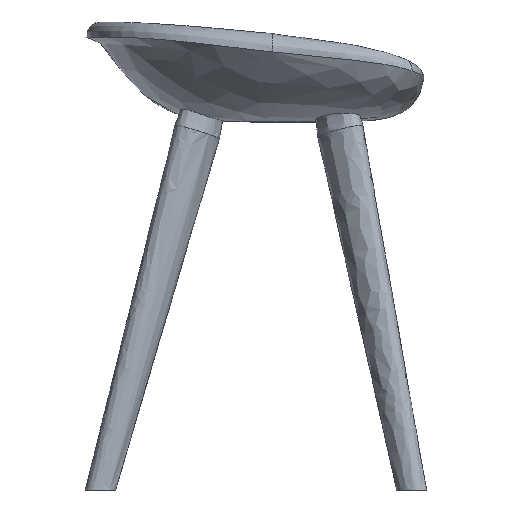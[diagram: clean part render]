
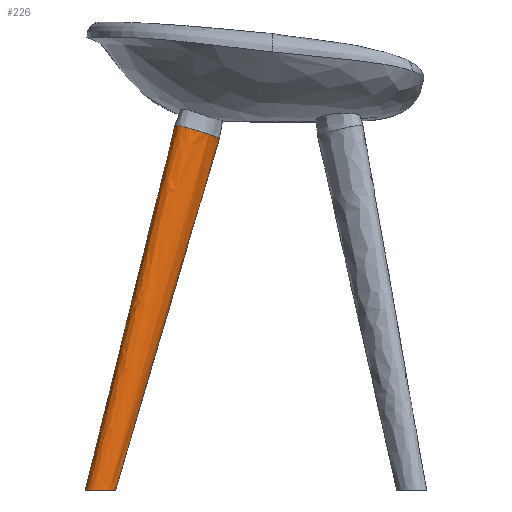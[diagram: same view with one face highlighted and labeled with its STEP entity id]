
A CAD part, left-side view. The second image highlights one B-rep face of the part: STEP entity #226.
In plain terms, the highlighted free-form (B-spline) face has degree [2, 3] with [9, 4] control points.
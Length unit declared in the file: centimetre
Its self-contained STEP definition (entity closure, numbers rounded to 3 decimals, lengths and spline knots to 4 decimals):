
#67=B_SPLINE_CURVE_WITH_KNOTS('',3,(#4930,#4931,#4932,#4933,#4934,#4935,
#4936,#4937,#4938,#4939,#4940,#4941,#4942,#4943,#4944,#4945,#4946,#4947,
#4948,#4949,#4950),.UNSPECIFIED.,.T.,.F.,(4,2,3,2,3,2,3,2,4),(0.,12.36,
25.0206,37.4982,49.532,61.9958,74.7221,
87.3713,99.5472),.UNSPECIFIED.);
#68=B_SPLINE_CURVE_WITH_KNOTS('',3,(#4973,#4974,#4975,#4976),
 .UNSPECIFIED.,.F.,.F.,(4,4),(-384.636,0.),.UNSPECIFIED.);
#96=(
BOUNDED_SURFACE()
B_SPLINE_SURFACE(2,3,((#4891,#4892,#4893,#4894),(#4895,#4896,#4897,#4898),
(#4899,#4900,#4901,#4902),(#4903,#4904,#4905,#4906),(#4907,#4908,#4909,
#4910),(#4911,#4912,#4913,#4914),(#4915,#4916,#4917,#4918),(#4919,#4920,
#4921,#4922),(#4923,#4924,#4925,#4926)),.UNSPECIFIED.,.T.,.F.,.F.)
B_SPLINE_SURFACE_WITH_KNOTS((3,2,2,2,3),(4,4),(-186.,-139.5,-93.,-46.5,
0.),(0.,411.402),.UNSPECIFIED.)
GEOMETRIC_REPRESENTATION_ITEM()
RATIONAL_B_SPLINE_SURFACE(((1.,1.,1.,1.),(0.707,0.707,
0.707,0.707),(1.,1.,1.,1.),(0.707,0.707,
0.707,0.707),(1.,1.,1.,1.),(0.707,0.707,
0.707,0.707),(1.,1.,1.,1.),(0.707,0.707,
0.707,0.707),(1.,1.,1.,1.)))
REPRESENTATION_ITEM('')
SURFACE()
);
#226=ADVANCED_FACE('',(#264),#96,.T.);
#264=FACE_OUTER_BOUND('',#304,.T.);
#304=EDGE_LOOP('',(#417,#418,#419,#420));
#417=ORIENTED_EDGE('',*,*,#498,.T.);
#418=ORIENTED_EDGE('',*,*,#497,.F.);
#419=ORIENTED_EDGE('',*,*,#498,.F.);
#420=ORIENTED_EDGE('',*,*,#494,.F.);
#494=EDGE_CURVE('',#561,#561,#67,.T.);
#497=EDGE_CURVE('',#562,#562,#520,.T.);
#498=EDGE_CURVE('',#561,#562,#68,.T.);
#520=(
BOUNDED_CURVE()
B_SPLINE_CURVE(2,(#4964,#4965,#4966,#4967,#4968,#4969,#4970,#4971,#4972),
 .UNSPECIFIED.,.T.,.F.)
B_SPLINE_CURVE_WITH_KNOTS((3,2,2,2,3),(0.,46.5,93.,139.5,186.),
 .UNSPECIFIED.)
CURVE()
GEOMETRIC_REPRESENTATION_ITEM()
RATIONAL_B_SPLINE_CURVE((1.,0.707,1.,0.707,1.,0.707,
1.,0.707,1.))
REPRESENTATION_ITEM('')
);
#561=VERTEX_POINT('',#4928);
#562=VERTEX_POINT('',#4929);
#4891=CARTESIAN_POINT('',(8.3603,21.4474,36.9575));
#4892=CARTESIAN_POINT('',(7.514,25.1284,23.7811));
#4893=CARTESIAN_POINT('',(6.6677,28.8093,10.6046));
#4894=CARTESIAN_POINT('',(5.8213,32.4902,-2.5718));
#4895=CARTESIAN_POINT('',(6.4064,23.4098,37.6312));
#4896=CARTESIAN_POINT('',(5.8457,26.8038,24.3563));
#4897=CARTESIAN_POINT('',(5.2851,30.1979,11.0813));
#4898=CARTESIAN_POINT('',(4.7244,33.5919,-2.1936));
#4899=CARTESIAN_POINT('',(7.7106,24.6281,37.865));
#4900=CARTESIAN_POINT('',(7.0292,27.9093,24.5684));
#4901=CARTESIAN_POINT('',(6.3477,31.1906,11.2719));
#4902=CARTESIAN_POINT('',(5.6663,34.4718,-2.0247));
#4903=CARTESIAN_POINT('',(9.0148,25.8465,38.0988));
#4904=CARTESIAN_POINT('',(8.2126,29.0149,24.7806));
#4905=CARTESIAN_POINT('',(7.4104,32.1833,11.4624));
#4906=CARTESIAN_POINT('',(6.6082,35.3517,-1.8558));
#4907=CARTESIAN_POINT('',(10.9687,23.8841,37.4251));
#4908=CARTESIAN_POINT('',(9.8809,27.3394,24.2054));
#4909=CARTESIAN_POINT('',(8.793,30.7948,10.9857));
#4910=CARTESIAN_POINT('',(7.7052,34.2501,-2.2341));
#4911=CARTESIAN_POINT('',(12.9227,21.9218,36.7514));
#4912=CARTESIAN_POINT('',(11.5491,25.664,23.6302));
#4913=CARTESIAN_POINT('',(10.1756,29.4062,10.509));
#4914=CARTESIAN_POINT('',(8.8021,33.1484,-2.6123));
#4915=CARTESIAN_POINT('',(11.6184,20.7034,36.5176));
#4916=CARTESIAN_POINT('',(10.3657,24.5585,23.418));
#4917=CARTESIAN_POINT('',(9.113,28.4135,10.3184));
#4918=CARTESIAN_POINT('',(7.8602,32.2685,-2.7811));
#4919=CARTESIAN_POINT('',(10.3142,19.4851,36.2838));
#4920=CARTESIAN_POINT('',(9.1823,23.4529,23.2058));
#4921=CARTESIAN_POINT('',(8.0503,27.4207,10.1279));
#4922=CARTESIAN_POINT('',(6.9183,31.3886,-2.95));
#4923=CARTESIAN_POINT('',(8.3603,21.4474,36.9575));
#4924=CARTESIAN_POINT('',(7.514,25.1284,23.7811));
#4925=CARTESIAN_POINT('',(6.6677,28.8093,10.6046));
#4926=CARTESIAN_POINT('',(5.8213,32.4902,-2.5718));
#4928=CARTESIAN_POINT('',(5.9865,31.7718,0.));
#4929=CARTESIAN_POINT('',(8.3603,21.4474,36.9575));
#4930=CARTESIAN_POINT('',(5.9865,31.7718,0.));
#4931=CARTESIAN_POINT('',(5.7164,32.0627,0.));
#4932=CARTESIAN_POINT('',(5.5163,32.4353,0.));
#4933=CARTESIAN_POINT('',(5.3854,33.2344,0.));
#4934=CARTESIAN_POINT('',(5.4653,33.6712,0.));
#4935=CARTESIAN_POINT('',(5.7701,33.9722,0.));
#4936=CARTESIAN_POINT('',(6.0708,34.2691,0.));
#4937=CARTESIAN_POINT('',(6.4957,34.3391,0.));
#4938=CARTESIAN_POINT('',(7.2746,34.1699,0.));
#4939=CARTESIAN_POINT('',(7.6238,33.9484,0.));
#4940=CARTESIAN_POINT('',(7.889,33.6661,0.));
#4941=CARTESIAN_POINT('',(8.1627,33.3749,0.));
#4942=CARTESIAN_POINT('',(8.3651,33.0001,0.));
#4943=CARTESIAN_POINT('',(8.5032,32.1988,0.));
#4944=CARTESIAN_POINT('',(8.4302,31.7553,0.));
#4945=CARTESIAN_POINT('',(8.1262,31.45,0.));
#4946=CARTESIAN_POINT('',(7.8231,31.1457,0.));
#4947=CARTESIAN_POINT('',(7.3904,31.0802,0.));
#4948=CARTESIAN_POINT('',(6.605,31.2588,0.));
#4949=CARTESIAN_POINT('',(6.2527,31.4852,0.));
#4950=CARTESIAN_POINT('',(5.9865,31.7718,0.));
#4964=CARTESIAN_POINT('',(8.3603,21.4474,36.9575));
#4965=CARTESIAN_POINT('',(10.3142,19.4851,36.2838));
#4966=CARTESIAN_POINT('',(11.6184,20.7034,36.5176));
#4967=CARTESIAN_POINT('',(12.9227,21.9218,36.7514));
#4968=CARTESIAN_POINT('',(10.9687,23.8841,37.4251));
#4969=CARTESIAN_POINT('',(9.0148,25.8465,38.0988));
#4970=CARTESIAN_POINT('',(7.7106,24.6281,37.865));
#4971=CARTESIAN_POINT('',(6.4064,23.4098,37.6312));
#4972=CARTESIAN_POINT('',(8.3603,21.4474,36.9575));
#4973=CARTESIAN_POINT('',(5.9865,31.7718,0.));
#4974=CARTESIAN_POINT('',(6.7778,28.3303,12.3192));
#4975=CARTESIAN_POINT('',(7.569,24.8889,24.6383));
#4976=CARTESIAN_POINT('',(8.3603,21.4474,36.9575));
